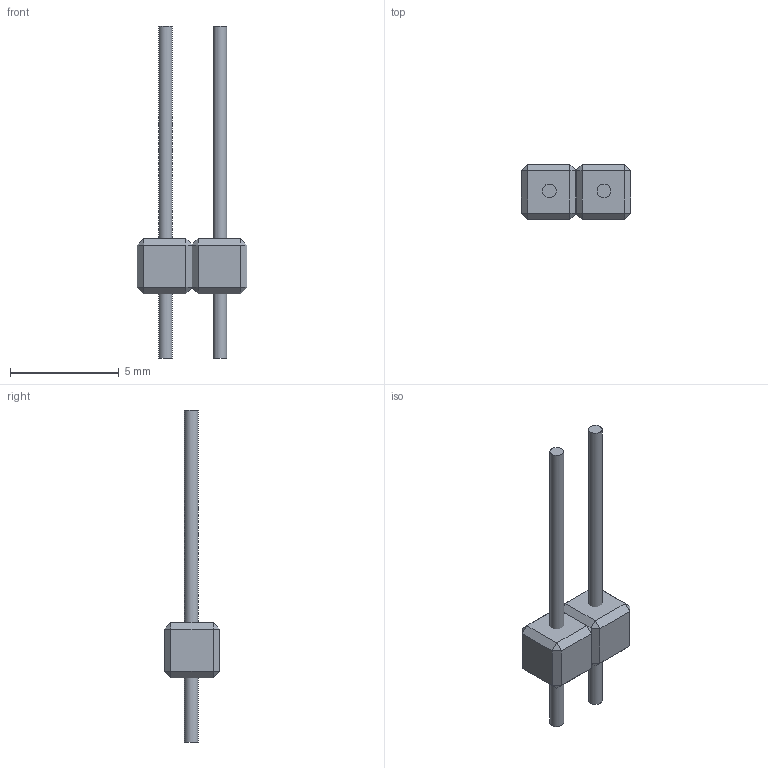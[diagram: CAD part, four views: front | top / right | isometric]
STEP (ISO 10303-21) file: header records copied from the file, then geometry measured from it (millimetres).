
FILE_DESCRIPTION(('FreeCAD Model'),'2;1');
FILE_NAME('Open CASCADE Shape Model','2022-02-13T22:16:02',('Author'),( ''),'Open CASCADE STEP processor 7.5','FreeCAD','Unknown');
FILE_SCHEMA(('AUTOMOTIVE_DESIGN { 1 0 10303 214 1 1 1 1 }'));
Length unit declared in the file: millimetre
Products named in the file (5): Unnamed; Cilindro002; Cilindro001; Chamfer001; Chamfer
Assembly tree (4 placements, depth 2):
  Unnamed
    Cilindro002
    Cilindro001
    Chamfer001
    Chamfer
Bounding box: 5.04 x 2.54 x 15.24 mm (x, y, z)
Volume: 39.8 mm3; surface area: 127.7 mm2
Topology: 4 solids, 4 shells, 58 faces, 102 edges, 52 vertices
Faces by surface type: plane 56, cylinder 2
Full cylindrical faces by diameter (mm): 0.63 x2
Entity records: 2751 total; most frequent: DIRECTION 436, CARTESIAN_POINT 421, LINE 298, VECTOR 298, ORIENTED_EDGE 204, PCURVE 204, DEFINITIONAL_REPRESENTATION 204, EDGE_CURVE 102
